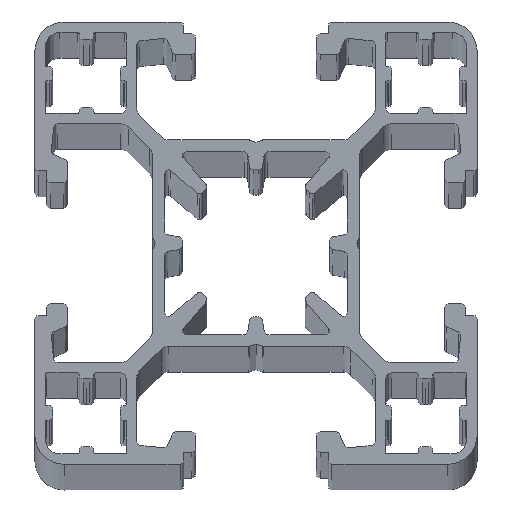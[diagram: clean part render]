
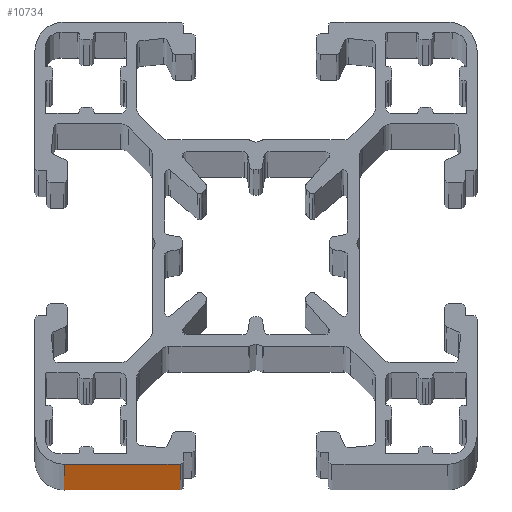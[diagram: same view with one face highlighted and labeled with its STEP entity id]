
A CAD part, top view. The second image highlights one B-rep face of the part: STEP entity #10734.
In plain terms, the highlighted planar face has unit normal (0, -1, 0).
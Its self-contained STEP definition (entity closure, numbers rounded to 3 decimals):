
#117 = EDGE_CURVE ( 'NONE', #6879, #9030, #7300, .T. ) ;
#297 = CARTESIAN_POINT ( 'NONE',  ( -15., -15., -1000. ) ) ;
#360 = DIRECTION ( 'NONE',  ( 0., -1., 0. ) ) ;
#611 = DIRECTION ( 'NONE',  ( 0., 0., -1. ) ) ;
#775 = CARTESIAN_POINT ( 'NONE',  ( -15., -15., 0. ) ) ;
#1062 = VERTEX_POINT ( 'NONE', #4243 ) ;
#1274 = CARTESIAN_POINT ( 'NONE',  ( -5.15, -15., 0. ) ) ;
#1370 = FACE_OUTER_BOUND ( 'NONE', #5338, .T. ) ;
#1405 = ORIENTED_EDGE ( 'NONE', *, *, #117, .T. ) ;
#1568 = VECTOR ( 'NONE', #611, 1000. ) ;
#3373 = EDGE_CURVE ( 'NONE', #12952, #9030, #8711, .T. ) ;
#3629 = CARTESIAN_POINT ( 'NONE',  ( -13., -15., -1000. ) ) ;
#3904 = CARTESIAN_POINT ( 'NONE',  ( -13., -15., 0. ) ) ;
#4243 = CARTESIAN_POINT ( 'NONE',  ( -5.15, -15., -1000. ) ) ;
#4647 = VECTOR ( 'NONE', #8460, 1000. ) ;
#5338 = EDGE_LOOP ( 'NONE', ( #12903, #9203, #1405, #9067 ) ) ;
#5812 = PLANE ( 'NONE',  #8681 ) ;
#6879 = VERTEX_POINT ( 'NONE', #1274 ) ;
#7300 = LINE ( 'NONE', #775, #9637 ) ;
#7391 = LINE ( 'NONE', #12761, #4647 ) ;
#7971 = VECTOR ( 'NONE', #13089, 1000. ) ;
#8043 = DIRECTION ( 'NONE',  ( -1., 0., 0. ) ) ;
#8460 = DIRECTION ( 'NONE',  ( -1., 0., 0. ) ) ;
#8681 = AXIS2_PLACEMENT_3D ( 'NONE', #297, #360, #8043 ) ;
#8711 = LINE ( 'NONE', #9707, #7971 ) ;
#9030 = VERTEX_POINT ( 'NONE', #3904 ) ;
#9067 = ORIENTED_EDGE ( 'NONE', *, *, #3373, .F. ) ;
#9203 = ORIENTED_EDGE ( 'NONE', *, *, #9889, .F. ) ;
#9637 = VECTOR ( 'NONE', #11547, 1000. ) ;
#9707 = CARTESIAN_POINT ( 'NONE',  ( -13., -15., -1000. ) ) ;
#9889 = EDGE_CURVE ( 'NONE', #6879, #1062, #11586, .T. ) ;
#10435 = CARTESIAN_POINT ( 'NONE',  ( -5.15, -15., -1000. ) ) ;
#10734 = ADVANCED_FACE ( 'NONE', ( #1370 ), #5812, .T. ) ;
#11547 = DIRECTION ( 'NONE',  ( -1., 0., 0. ) ) ;
#11586 = LINE ( 'NONE', #10435, #1568 ) ;
#12761 = CARTESIAN_POINT ( 'NONE',  ( -15., -15., -1000. ) ) ;
#12903 = ORIENTED_EDGE ( 'NONE', *, *, #13967, .F. ) ;
#12952 = VERTEX_POINT ( 'NONE', #3629 ) ;
#13089 = DIRECTION ( 'NONE',  ( 0., 0., 1. ) ) ;
#13967 = EDGE_CURVE ( 'NONE', #1062, #12952, #7391, .T. ) ;
